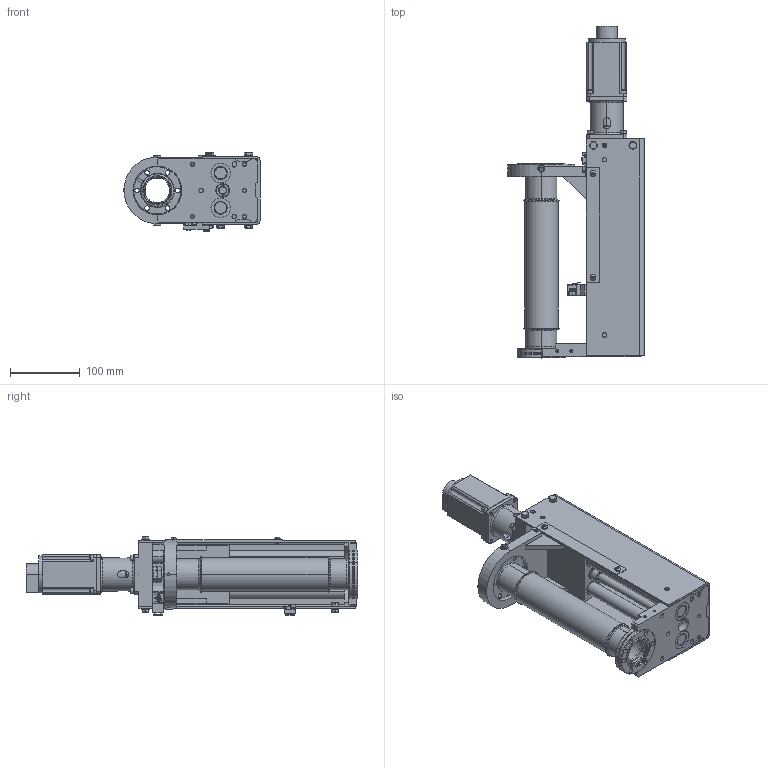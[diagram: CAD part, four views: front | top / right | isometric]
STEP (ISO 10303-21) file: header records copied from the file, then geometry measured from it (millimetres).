
FILE_DESCRIPTION((''),'2;1');
FILE_NAME('PRT0001','2017-04-11T',('keith.feeley'),(''),'CREO PARAMETRIC BY PTC INC, 2015380','CREO PARAMETRIC BY PTC INC, 2015380','');
FILE_SCHEMA(('AUTOMOTIVE_DESIGN { 1 0 10303 214 1 1 1 1 }'));
Products named in the file (1): PRT0001
Bounding box: 195.7 x 477.3 x 113.1 mm (x, y, z)
Volume: 1618086.6 mm3; surface area: 523090.7 mm2
Topology: 8 solids, 97 shells, 2095 faces, 5151 edges, 3215 vertices
Faces by surface type: plane 915, cylinder 758, cone 302, torus 116, bspline 4
Entity records: 68325 total; most frequent: CARTESIAN_POINT 16324, DIRECTION 11105, ORIENTED_EDGE 9874, EDGE_CURVE 5091, AXIS2_PLACEMENT_3D 4389, VERTEX_POINT 3215, EDGE_LOOP 2426, VECTOR 2327
